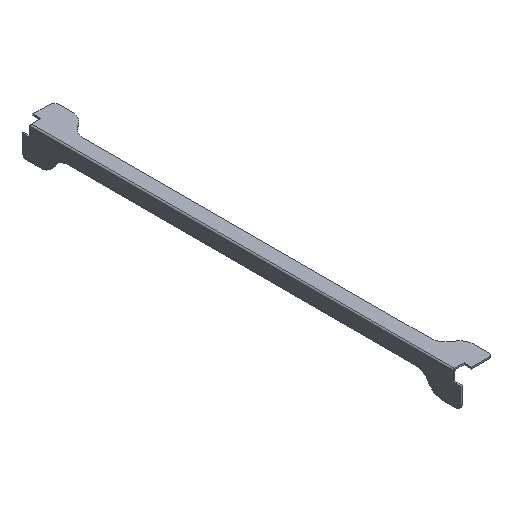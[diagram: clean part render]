
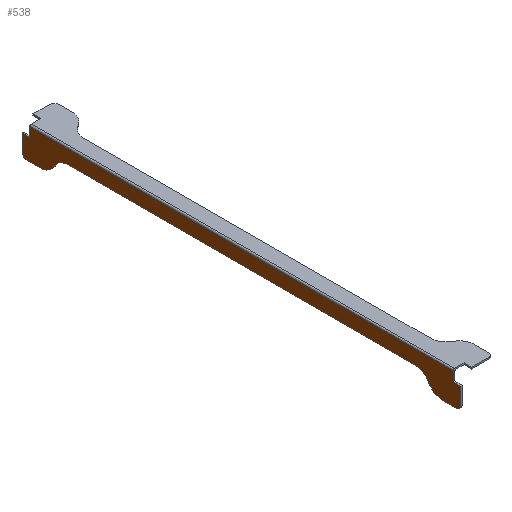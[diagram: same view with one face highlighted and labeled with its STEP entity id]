
A CAD part, isometric view. The second image highlights one B-rep face of the part: STEP entity #538.
In plain terms, the highlighted planar face has unit normal (-1, 0, 0).
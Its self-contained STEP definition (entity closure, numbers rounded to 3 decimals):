
#7 = EDGE_CURVE ( 'NONE', #319, #611, #659, .T. ) ;
#8 = ORIENTED_EDGE ( 'NONE', *, *, #556, .T. ) ;
#20 = DIRECTION ( 'NONE',  ( 0., -1., 0. ) ) ;
#27 = LINE ( 'NONE', #1021, #73 ) ;
#33 = ORIENTED_EDGE ( 'NONE', *, *, #798, .T. ) ;
#34 = DIRECTION ( 'NONE',  ( 0., 0., 1. ) ) ;
#56 = ORIENTED_EDGE ( 'NONE', *, *, #181, .F. ) ;
#58 = CARTESIAN_POINT ( 'NONE',  ( 0., 6., -2. ) ) ;
#64 = DIRECTION ( 'NONE',  ( 0., 0., 1. ) ) ;
#73 = VECTOR ( 'NONE', #829, 1000. ) ;
#76 = AXIS2_PLACEMENT_3D ( 'NONE', #1138, #534, #1235 ) ;
#78 = ORIENTED_EDGE ( 'NONE', *, *, #1136, .T. ) ;
#98 = CARTESIAN_POINT ( 'NONE',  ( 0., 326.409, -25. ) ) ;
#111 = CARTESIAN_POINT ( 'NONE',  ( 0., 340.5, -8.5 ) ) ;
#115 = CARTESIAN_POINT ( 'NONE',  ( 0., 326.409, -13. ) ) ;
#139 = VECTOR ( 'NONE', #906, 1000. ) ;
#160 = LINE ( 'NONE', #58, #1207 ) ;
#164 = CARTESIAN_POINT ( 'NONE',  ( 0., 14.091, -13. ) ) ;
#165 = ORIENTED_EDGE ( 'NONE', *, *, #7, .F. ) ;
#180 = AXIS2_PLACEMENT_3D ( 'NONE', #463, #684, #64 ) ;
#181 = EDGE_CURVE ( 'NONE', #617, #319, #411, .T. ) ;
#182 = ORIENTED_EDGE ( 'NONE', *, *, #946, .T. ) ;
#188 = CARTESIAN_POINT ( 'NONE',  ( 0., 314.103, -16.683 ) ) ;
#200 = EDGE_CURVE ( 'NONE', #325, #240, #271, .T. ) ;
#203 = VECTOR ( 'NONE', #374, 1000. ) ;
#204 = VERTEX_POINT ( 'NONE', #865 ) ;
#205 = VECTOR ( 'NONE', #238, 1000. ) ;
#212 = LINE ( 'NONE', #304, #258 ) ;
#238 = DIRECTION ( 'NONE',  ( 0., 1., 0. ) ) ;
#240 = VERTEX_POINT ( 'NONE', #111 ) ;
#242 = CARTESIAN_POINT ( 'NONE',  ( 0., 316.897, -20.317 ) ) ;
#258 = VECTOR ( 'NONE', #1111, 1000. ) ;
#271 = LINE ( 'NONE', #460, #203 ) ;
#276 = CARTESIAN_POINT ( 'NONE',  ( 0., 340.5, -25. ) ) ;
#304 = CARTESIAN_POINT ( 'NONE',  ( 0., 0., -12. ) ) ;
#319 = VERTEX_POINT ( 'NONE', #424 ) ;
#325 = VERTEX_POINT ( 'NONE', #929 ) ;
#330 = EDGE_CURVE ( 'NONE', #404, #1154, #27, .T. ) ;
#331 = AXIS2_PLACEMENT_3D ( 'NONE', #1214, #1112, #1104 ) ;
#333 = VECTOR ( 'NONE', #1175, 1000. ) ;
#361 = DIRECTION ( 'NONE',  ( 1., 0., 0. ) ) ;
#369 = ORIENTED_EDGE ( 'NONE', *, *, #747, .F. ) ;
#374 = DIRECTION ( 'NONE',  ( 0., 0., 1. ) ) ;
#377 = EDGE_CURVE ( 'NONE', #1062, #1154, #938, .T. ) ;
#404 = VERTEX_POINT ( 'NONE', #242 ) ;
#409 = EDGE_CURVE ( 'NONE', #1099, #204, #160, .T. ) ;
#411 = CIRCLE ( 'NONE', #435, 12. ) ;
#424 = CARTESIAN_POINT ( 'NONE',  ( 0., 23.603, -20.317 ) ) ;
#428 = EDGE_CURVE ( 'NONE', #325, #940, #498, .T. ) ;
#435 = AXIS2_PLACEMENT_3D ( 'NONE', #164, #551, #974 ) ;
#446 = ORIENTED_EDGE ( 'NONE', *, *, #657, .T. ) ;
#460 = CARTESIAN_POINT ( 'NONE',  ( 0., 340.5, 0. ) ) ;
#463 = CARTESIAN_POINT ( 'NONE',  ( 0., 35.909, -24. ) ) ;
#473 = EDGE_LOOP ( 'NONE', ( #719, #843, #523, #369, #698, #614, #78, #1279, #1110, #1113, #446, #182, #165, #56, #1171, #33, #988, #8 ) ) ;
#488 = EDGE_CURVE ( 'NONE', #204, #584, #1139, .T. ) ;
#490 = CARTESIAN_POINT ( 'NONE',  ( 0., 304.591, -12. ) ) ;
#498 = CIRCLE ( 'NONE', #1024, 4. ) ;
#516 = CARTESIAN_POINT ( 'NONE',  ( 0., 35.909, -12. ) ) ;
#519 = VERTEX_POINT ( 'NONE', #1052 ) ;
#523 = ORIENTED_EDGE ( 'NONE', *, *, #776, .F. ) ;
#530 = DIRECTION ( 'NONE',  ( -1., 0., 0. ) ) ;
#534 = DIRECTION ( 'NONE',  ( -1., 0., 0. ) ) ;
#538 = ADVANCED_FACE ( 'NONE', ( #833 ), #1223, .F. ) ;
#541 = CIRCLE ( 'NONE', #76, 4. ) ;
#548 = VERTEX_POINT ( 'NONE', #1085 ) ;
#551 = DIRECTION ( 'NONE',  ( 1., 0., 0. ) ) ;
#552 = AXIS2_PLACEMENT_3D ( 'NONE', #770, #361, #1253 ) ;
#556 = EDGE_CURVE ( 'NONE', #548, #1099, #1165, .T. ) ;
#584 = VERTEX_POINT ( 'NONE', #683 ) ;
#589 = CARTESIAN_POINT ( 'NONE',  ( 0., 6., -8.5 ) ) ;
#611 = VERTEX_POINT ( 'NONE', #1015 ) ;
#614 = ORIENTED_EDGE ( 'NONE', *, *, #428, .T. ) ;
#617 = VERTEX_POINT ( 'NONE', #828 ) ;
#618 = DIRECTION ( 'NONE',  ( -1., 0., 0. ) ) ;
#629 = AXIS2_PLACEMENT_3D ( 'NONE', #115, #618, #921 ) ;
#637 = CARTESIAN_POINT ( 'NONE',  ( 0., 4., -25. ) ) ;
#657 = EDGE_CURVE ( 'NONE', #1062, #744, #212, .T. ) ;
#659 = LINE ( 'NONE', #860, #937 ) ;
#667 = CIRCLE ( 'NONE', #629, 12. ) ;
#669 = CARTESIAN_POINT ( 'NONE',  ( 0., 340.5, -1. ) ) ;
#683 = CARTESIAN_POINT ( 'NONE',  ( 0., 334.5, -1. ) ) ;
#684 = DIRECTION ( 'NONE',  ( 1., 0., 0. ) ) ;
#690 = VECTOR ( 'NONE', #34, 1000. ) ;
#698 = ORIENTED_EDGE ( 'NONE', *, *, #200, .F. ) ;
#719 = ORIENTED_EDGE ( 'NONE', *, *, #409, .T. ) ;
#720 = CARTESIAN_POINT ( 'NONE',  ( 0., 0., -8.5 ) ) ;
#729 = EDGE_CURVE ( 'NONE', #1066, #404, #667, .T. ) ;
#744 = VERTEX_POINT ( 'NONE', #516 ) ;
#745 = LINE ( 'NONE', #832, #1210 ) ;
#747 = EDGE_CURVE ( 'NONE', #240, #519, #1204, .T. ) ;
#769 = VERTEX_POINT ( 'NONE', #637 ) ;
#770 = CARTESIAN_POINT ( 'NONE',  ( 0., 340.5, 0. ) ) ;
#772 = LINE ( 'NONE', #787, #139 ) ;
#776 = EDGE_CURVE ( 'NONE', #519, #584, #745, .T. ) ;
#780 = LINE ( 'NONE', #276, #333 ) ;
#787 = CARTESIAN_POINT ( 'NONE',  ( 0., 340.5, -25. ) ) ;
#798 = EDGE_CURVE ( 'NONE', #769, #891, #541, .T. ) ;
#828 = CARTESIAN_POINT ( 'NONE',  ( 0., 14.091, -25. ) ) ;
#829 = DIRECTION ( 'NONE',  ( 0., -0.61, 0.793 ) ) ;
#832 = CARTESIAN_POINT ( 'NONE',  ( 0., 334.5, -2. ) ) ;
#833 = FACE_OUTER_BOUND ( 'NONE', #473, .T. ) ;
#840 = CARTESIAN_POINT ( 'NONE',  ( 0., 336.5, -21. ) ) ;
#843 = ORIENTED_EDGE ( 'NONE', *, *, #488, .T. ) ;
#852 = CARTESIAN_POINT ( 'NONE',  ( 0., 0., 0. ) ) ;
#853 = VECTOR ( 'NONE', #1180, 1000. ) ;
#857 = EDGE_CURVE ( 'NONE', #891, #548, #1027, .T. ) ;
#860 = CARTESIAN_POINT ( 'NONE',  ( 0., 24.647, -18.959 ) ) ;
#861 = DIRECTION ( 'NONE',  ( 0., 0., 1. ) ) ;
#865 = CARTESIAN_POINT ( 'NONE',  ( 0., 6., -1. ) ) ;
#888 = CARTESIAN_POINT ( 'NONE',  ( 0., 0., -8.5 ) ) ;
#891 = VERTEX_POINT ( 'NONE', #1145 ) ;
#906 = DIRECTION ( 'NONE',  ( 0., -1., 0. ) ) ;
#921 = DIRECTION ( 'NONE',  ( 0., 0., 1. ) ) ;
#929 = CARTESIAN_POINT ( 'NONE',  ( 0., 340.5, -21. ) ) ;
#937 = VECTOR ( 'NONE', #1051, 1000. ) ;
#938 = CIRCLE ( 'NONE', #331, 12. ) ;
#940 = VERTEX_POINT ( 'NONE', #1068 ) ;
#946 = EDGE_CURVE ( 'NONE', #744, #611, #1055, .T. ) ;
#974 = DIRECTION ( 'NONE',  ( 0., 0., 1. ) ) ;
#988 = ORIENTED_EDGE ( 'NONE', *, *, #857, .T. ) ;
#1015 = CARTESIAN_POINT ( 'NONE',  ( 0., 26.397, -16.683 ) ) ;
#1021 = CARTESIAN_POINT ( 'NONE',  ( 0., 189.273, 145.595 ) ) ;
#1024 = AXIS2_PLACEMENT_3D ( 'NONE', #840, #530, #861 ) ;
#1027 = LINE ( 'NONE', #852, #690 ) ;
#1038 = DIRECTION ( 'NONE',  ( 0., 0., 1. ) ) ;
#1051 = DIRECTION ( 'NONE',  ( 0., 0.61, 0.793 ) ) ;
#1052 = CARTESIAN_POINT ( 'NONE',  ( 0., 334.5, -8.5 ) ) ;
#1055 = CIRCLE ( 'NONE', #180, 12. ) ;
#1062 = VERTEX_POINT ( 'NONE', #490 ) ;
#1066 = VERTEX_POINT ( 'NONE', #98 ) ;
#1068 = CARTESIAN_POINT ( 'NONE',  ( 0., 336.5, -25. ) ) ;
#1082 = VECTOR ( 'NONE', #20, 1000. ) ;
#1085 = CARTESIAN_POINT ( 'NONE',  ( 0., 0., -8.5 ) ) ;
#1099 = VERTEX_POINT ( 'NONE', #589 ) ;
#1104 = DIRECTION ( 'NONE',  ( 0., 0., 1. ) ) ;
#1110 = ORIENTED_EDGE ( 'NONE', *, *, #330, .T. ) ;
#1111 = DIRECTION ( 'NONE',  ( 0., -1., 0. ) ) ;
#1112 = DIRECTION ( 'NONE',  ( -1., 0., 0. ) ) ;
#1113 = ORIENTED_EDGE ( 'NONE', *, *, #377, .F. ) ;
#1136 = EDGE_CURVE ( 'NONE', #940, #1066, #772, .T. ) ;
#1138 = CARTESIAN_POINT ( 'NONE',  ( 0., 4., -21. ) ) ;
#1139 = LINE ( 'NONE', #669, #205 ) ;
#1145 = CARTESIAN_POINT ( 'NONE',  ( 0., 0., -21. ) ) ;
#1154 = VERTEX_POINT ( 'NONE', #188 ) ;
#1165 = LINE ( 'NONE', #888, #853 ) ;
#1171 = ORIENTED_EDGE ( 'NONE', *, *, #1239, .T. ) ;
#1175 = DIRECTION ( 'NONE',  ( 0., -1., 0. ) ) ;
#1180 = DIRECTION ( 'NONE',  ( 0., 1., 0. ) ) ;
#1204 = LINE ( 'NONE', #720, #1082 ) ;
#1207 = VECTOR ( 'NONE', #1038, 1000. ) ;
#1210 = VECTOR ( 'NONE', #1227, 1000. ) ;
#1214 = CARTESIAN_POINT ( 'NONE',  ( 0., 304.591, -24. ) ) ;
#1223 = PLANE ( 'NONE',  #552 ) ;
#1227 = DIRECTION ( 'NONE',  ( 0., 0., 1. ) ) ;
#1235 = DIRECTION ( 'NONE',  ( 0., 0., 1. ) ) ;
#1239 = EDGE_CURVE ( 'NONE', #617, #769, #780, .T. ) ;
#1253 = DIRECTION ( 'NONE',  ( 0., 0., -1. ) ) ;
#1279 = ORIENTED_EDGE ( 'NONE', *, *, #729, .T. ) ;
